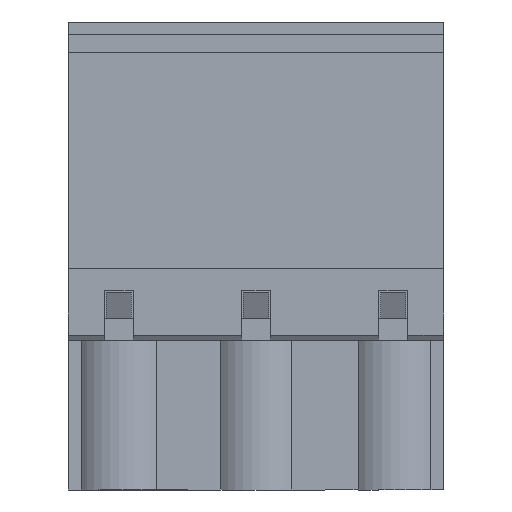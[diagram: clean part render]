
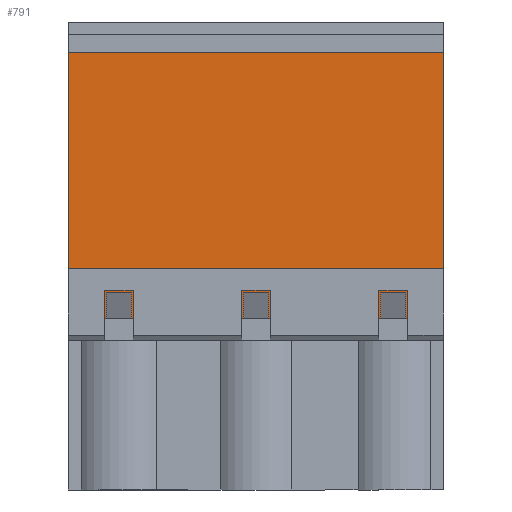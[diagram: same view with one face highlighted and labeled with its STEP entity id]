
A CAD part, front view. The second image highlights one B-rep face of the part: STEP entity #791.
In plain terms, the highlighted planar face has unit normal (0, -1, 0).
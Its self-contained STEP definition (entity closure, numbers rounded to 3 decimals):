
#791 = ADVANCED_FACE( '', ( #1779 ), #1780, .T. );
#1779 = FACE_OUTER_BOUND( '', #3060, .T. );
#1780 = PLANE( '', #3061 );
#3060 = EDGE_LOOP( '', ( #5010, #5011, #5012, #5013, #5014, #5015, #5016, #5017, #5018, #5019, #5020, #5021, #5022, #5023, #5024, #5025 ) );
#3061 = AXIS2_PLACEMENT_3D( '', #5026, #5027, #5028 );
#5010 = ORIENTED_EDGE( '', *, *, #8400, .T. );
#5011 = ORIENTED_EDGE( '', *, *, #8401, .T. );
#5012 = ORIENTED_EDGE( '', *, *, #8402, .F. );
#5013 = ORIENTED_EDGE( '', *, *, #8403, .T. );
#5014 = ORIENTED_EDGE( '', *, *, #8404, .F. );
#5015 = ORIENTED_EDGE( '', *, *, #8405, .F. );
#5016 = ORIENTED_EDGE( '', *, *, #8406, .F. );
#5017 = ORIENTED_EDGE( '', *, *, #7926, .T. );
#5018 = ORIENTED_EDGE( '', *, *, #8407, .T. );
#5019 = ORIENTED_EDGE( '', *, *, #8408, .F. );
#5020 = ORIENTED_EDGE( '', *, *, #8409, .F. );
#5021 = ORIENTED_EDGE( '', *, *, #8410, .F. );
#5022 = ORIENTED_EDGE( '', *, *, #8411, .T. );
#5023 = ORIENTED_EDGE( '', *, *, #8210, .T. );
#5024 = ORIENTED_EDGE( '', *, *, #8412, .F. );
#5025 = ORIENTED_EDGE( '', *, *, #8413, .F. );
#5026 = CARTESIAN_POINT( '', ( 20.84, 0., 0. ) );
#5027 = DIRECTION( '', ( 0., -1., 0. ) );
#5028 = DIRECTION( '', ( 0., 0., -1. ) );
#7926 = EDGE_CURVE( '', #9510, #9530, #9532, .T. );
#8210 = EDGE_CURVE( '', #10027, #9886, #10028, .T. );
#8400 = EDGE_CURVE( '', #10330, #10331, #10332, .T. );
#8401 = EDGE_CURVE( '', #10331, #10333, #10334, .T. );
#8402 = EDGE_CURVE( '', #10335, #10333, #10336, .T. );
#8403 = EDGE_CURVE( '', #10335, #10337, #10338, .T. );
#8404 = EDGE_CURVE( '', #10339, #10337, #10340, .T. );
#8405 = EDGE_CURVE( '', #10341, #10339, #10342, .T. );
#8406 = EDGE_CURVE( '', #9510, #10341, #10343, .T. );
#8407 = EDGE_CURVE( '', #9530, #10344, #10345, .T. );
#8408 = EDGE_CURVE( '', #10346, #10344, #10347, .T. );
#8409 = EDGE_CURVE( '', #9885, #10346, #10348, .T. );
#8410 = EDGE_CURVE( '', #10349, #9885, #10350, .T. );
#8411 = EDGE_CURVE( '', #10349, #10027, #10351, .T. );
#8412 = EDGE_CURVE( '', #10352, #9886, #10353, .T. );
#8413 = EDGE_CURVE( '', #10330, #10352, #10354, .T. );
#9510 = VERTEX_POINT( '', #11831 );
#9530 = VERTEX_POINT( '', #11861 );
#9532 = LINE( '', #11864, #11865 );
#9885 = VERTEX_POINT( '', #12382 );
#9886 = VERTEX_POINT( '', #12383 );
#10027 = VERTEX_POINT( '', #12591 );
#10028 = LINE( '', #12592, #12593 );
#10330 = VERTEX_POINT( '', #13020 );
#10331 = VERTEX_POINT( '', #13021 );
#10332 = LINE( '', #13022, #13023 );
#10333 = VERTEX_POINT( '', #13024 );
#10334 = LINE( '', #13025, #13026 );
#10335 = VERTEX_POINT( '', #13027 );
#10336 = LINE( '', #13028, #13029 );
#10337 = VERTEX_POINT( '', #13030 );
#10338 = LINE( '', #13031, #13032 );
#10339 = VERTEX_POINT( '', #13033 );
#10340 = LINE( '', #13034, #13035 );
#10341 = VERTEX_POINT( '', #13036 );
#10342 = LINE( '', #13037, #13038 );
#10343 = LINE( '', #13039, #13040 );
#10344 = VERTEX_POINT( '', #13041 );
#10345 = LINE( '', #13042, #13043 );
#10346 = VERTEX_POINT( '', #13044 );
#10347 = LINE( '', #13045, #13046 );
#10348 = LINE( '', #13047, #13048 );
#10349 = VERTEX_POINT( '', #13049 );
#10350 = LINE( '', #13050, #13051 );
#10351 = LINE( '', #13052, #13053 );
#10352 = VERTEX_POINT( '', #13054 );
#10353 = LINE( '', #13055, #13056 );
#10354 = LINE( '', #13057, #13058 );
#11831 = CARTESIAN_POINT( '', ( 20.84, 0., 0.9 ) );
#11861 = CARTESIAN_POINT( '', ( 20.84, 0., 15.7 ) );
#11864 = CARTESIAN_POINT( '', ( 20.84, 0., 0. ) );
#11865 = VECTOR( '', #14843, 1000. );
#12382 = CARTESIAN_POINT( '', ( 2.1, 0., 0.9 ) );
#12383 = CARTESIAN_POINT( '', ( 3.5, 0., 0.9 ) );
#12591 = CARTESIAN_POINT( '', ( 3.5, 0., 2.4 ) );
#12592 = CARTESIAN_POINT( '', ( 3.5, 0., 2.4 ) );
#12593 = VECTOR( '', #15096, 1000. );
#13020 = CARTESIAN_POINT( '', ( 9.72, 0., 2.4 ) );
#13021 = CARTESIAN_POINT( '', ( 11.12, 0., 2.4 ) );
#13022 = CARTESIAN_POINT( '', ( 9.72, 0., 2.4 ) );
#13023 = VECTOR( '', #15288, 1000. );
#13024 = CARTESIAN_POINT( '', ( 11.12, 0., 0.9 ) );
#13025 = CARTESIAN_POINT( '', ( 11.12, 0., 2.4 ) );
#13026 = VECTOR( '', #15289, 1000. );
#13027 = CARTESIAN_POINT( '', ( 17.34, 0., 0.9 ) );
#13028 = CARTESIAN_POINT( '', ( 20.84, 0., 0.9 ) );
#13029 = VECTOR( '', #15290, 1000. );
#13030 = CARTESIAN_POINT( '', ( 17.34, 0., 2.4 ) );
#13031 = CARTESIAN_POINT( '', ( 17.34, 0., 0.9 ) );
#13032 = VECTOR( '', #15291, 1000. );
#13033 = CARTESIAN_POINT( '', ( 18.74, 0., 2.4 ) );
#13034 = CARTESIAN_POINT( '', ( 18.74, 0., 2.4 ) );
#13035 = VECTOR( '', #15292, 1000. );
#13036 = CARTESIAN_POINT( '', ( 18.74, 0., 0.9 ) );
#13037 = CARTESIAN_POINT( '', ( 18.74, 0., 0.9 ) );
#13038 = VECTOR( '', #15293, 1000. );
#13039 = CARTESIAN_POINT( '', ( 20.84, 0., 0.9 ) );
#13040 = VECTOR( '', #15294, 1000. );
#13041 = CARTESIAN_POINT( '', ( 0., 0., 15.7 ) );
#13042 = CARTESIAN_POINT( '', ( 20.84, 0., 15.7 ) );
#13043 = VECTOR( '', #15295, 1000. );
#13044 = CARTESIAN_POINT( '', ( 0., 0., 0.9 ) );
#13045 = CARTESIAN_POINT( '', ( 0., 0., 0. ) );
#13046 = VECTOR( '', #15296, 1000. );
#13047 = CARTESIAN_POINT( '', ( 20.84, 0., 0.9 ) );
#13048 = VECTOR( '', #15297, 1000. );
#13049 = CARTESIAN_POINT( '', ( 2.1, 0., 2.4 ) );
#13050 = CARTESIAN_POINT( '', ( 2.1, 0., 2.4 ) );
#13051 = VECTOR( '', #15298, 1000. );
#13052 = CARTESIAN_POINT( '', ( 2.1, 0., 2.4 ) );
#13053 = VECTOR( '', #15299, 1000. );
#13054 = CARTESIAN_POINT( '', ( 9.72, 0., 0.9 ) );
#13055 = CARTESIAN_POINT( '', ( 20.84, 0., 0.9 ) );
#13056 = VECTOR( '', #15300, 1000. );
#13057 = CARTESIAN_POINT( '', ( 9.72, 0., 2.4 ) );
#13058 = VECTOR( '', #15301, 1000. );
#14843 = DIRECTION( '', ( 0., 0., 1. ) );
#15096 = DIRECTION( '', ( 0., 0., -1. ) );
#15288 = DIRECTION( '', ( 1., 0., 0. ) );
#15289 = DIRECTION( '', ( 0., 0., -1. ) );
#15290 = DIRECTION( '', ( -1., 0., 0. ) );
#15291 = DIRECTION( '', ( 0., 0., 1. ) );
#15292 = DIRECTION( '', ( -1., 0., 0. ) );
#15293 = DIRECTION( '', ( 0., 0., 1. ) );
#15294 = DIRECTION( '', ( -1., 0., 0. ) );
#15295 = DIRECTION( '', ( -1., 0., 0. ) );
#15296 = DIRECTION( '', ( 0., 0., 1. ) );
#15297 = DIRECTION( '', ( -1., 0., 0. ) );
#15298 = DIRECTION( '', ( 0., 0., -1. ) );
#15299 = DIRECTION( '', ( 1., 0., 0. ) );
#15300 = DIRECTION( '', ( -1., 0., 0. ) );
#15301 = DIRECTION( '', ( 0., 0., -1. ) );
